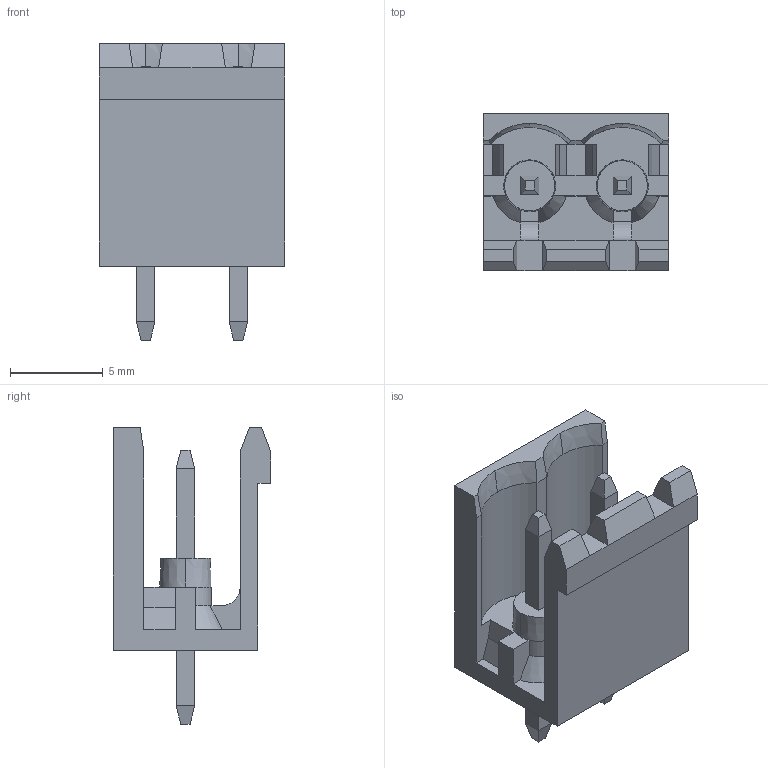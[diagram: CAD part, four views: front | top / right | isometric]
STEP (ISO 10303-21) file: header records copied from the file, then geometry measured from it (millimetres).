
FILE_DESCRIPTION(('FreeCAD Model'),'2;1');
FILE_NAME('Open CASCADE Shape Model','2024-11-10T19:51:01',(''),(''), 'Open CASCADE STEP processor 7.6','FreeCAD','Unknown');
FILE_SCHEMA(('AUTOMOTIVE_DESIGN { 1 0 10303 214 1 1 1 1 }'));
Length unit declared in the file: millimetre
Products named in the file (1): CUI_DEVICES_TBP04R3-500-02BE
Bounding box: 10 x 8.5 x 16 mm (x, y, z)
Volume: 389.9 mm3; surface area: 893.8 mm2
Topology: 1 solids, 1 shells, 161 faces, 432 edges, 275 vertices
Faces by surface type: plane 143, cone 12, cylinder 6
Entity records: 6090 total; most frequent: CARTESIAN_POINT 949, ORIENTED_EDGE 864, DIRECTION 772, EDGE_CURVE 432, LINE 376, VECTOR 376, VERTEX_POINT 275, AXIS2_PLACEMENT_3D 198
